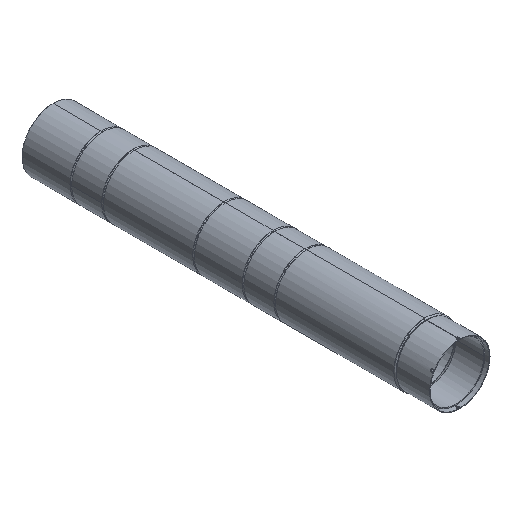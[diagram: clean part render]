
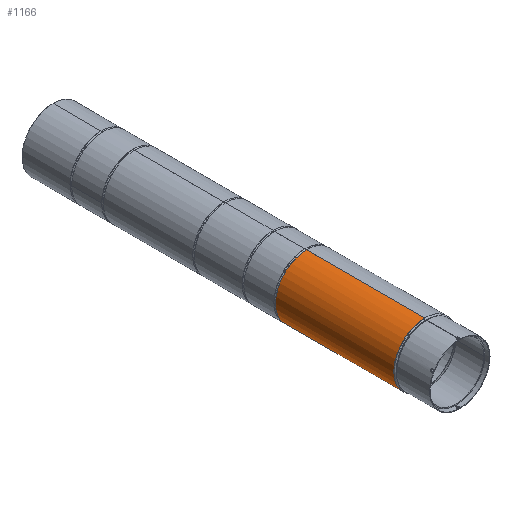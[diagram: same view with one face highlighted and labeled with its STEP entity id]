
A CAD part, isometric view. The second image highlights one B-rep face of the part: STEP entity #1166.
In plain terms, the highlighted cylindrical face has radius 112.5 mm (diameter 225 mm), a partial arc.
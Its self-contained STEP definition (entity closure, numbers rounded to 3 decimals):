
#97 = CARTESIAN_POINT ( 'NONE',  ( 0., 556., -112.5 ) ) ;
#102 = CARTESIAN_POINT ( 'NONE',  ( 0., 127., -112.5 ) ) ;
#113 = EDGE_CURVE ( 'NONE', #1439, #2653, #643, .T. ) ;
#356 = VECTOR ( 'NONE', #624, 1000. ) ;
#365 = DIRECTION ( 'NONE',  ( 0., -1., 0. ) ) ;
#396 = VERTEX_POINT ( 'NONE', #1693 ) ;
#490 = EDGE_CURVE ( 'NONE', #1439, #3974, #1199, .T. ) ;
#508 = CARTESIAN_POINT ( 'NONE',  ( 0., 127., 0. ) ) ;
#624 = DIRECTION ( 'NONE',  ( 0., -1., 0. ) ) ;
#643 = CIRCLE ( 'NONE', #1850, 112.5 ) ;
#785 = VECTOR ( 'NONE', #1901, 1000. ) ;
#866 = DIRECTION ( 'NONE',  ( 0.039, 0., -0.999 ) ) ;
#963 = FACE_OUTER_BOUND ( 'NONE', #2305, .T. ) ;
#991 = CIRCLE ( 'NONE', #4384, 112.5 ) ;
#996 = CARTESIAN_POINT ( 'NONE',  ( 0., 127., 0. ) ) ;
#1083 = CARTESIAN_POINT ( 'NONE',  ( 0., 556., 0. ) ) ;
#1166 = ADVANCED_FACE ( 'NONE', ( #963 ), #3549, .T. ) ;
#1170 = CARTESIAN_POINT ( 'NONE',  ( 0., 127., -112.5 ) ) ;
#1199 = LINE ( 'NONE', #1605, #356 ) ;
#1370 = ORIENTED_EDGE ( 'NONE', *, *, #2275, .T. ) ;
#1439 = VERTEX_POINT ( 'NONE', #2221 ) ;
#1460 = AXIS2_PLACEMENT_3D ( 'NONE', #1894, #4471, #2260 ) ;
#1605 = CARTESIAN_POINT ( 'NONE',  ( 0., 127., 112.5 ) ) ;
#1681 = DIRECTION ( 'NONE',  ( 0., -1., 0. ) ) ;
#1693 = CARTESIAN_POINT ( 'NONE',  ( -4.347, 127., 112.416 ) ) ;
#1844 = DIRECTION ( 'NONE',  ( 0., 0., -1. ) ) ;
#1850 = AXIS2_PLACEMENT_3D ( 'NONE', #1083, #365, #3395 ) ;
#1894 = CARTESIAN_POINT ( 'NONE',  ( 0., 127., 0. ) ) ;
#1901 = DIRECTION ( 'NONE',  ( 0., -1., 0. ) ) ;
#1953 = EDGE_CURVE ( 'NONE', #3974, #396, #4275, .T. ) ;
#2000 = CARTESIAN_POINT ( 'NONE',  ( 0., 127., 112.5 ) ) ;
#2015 = VERTEX_POINT ( 'NONE', #102 ) ;
#2197 = ORIENTED_EDGE ( 'NONE', *, *, #490, .F. ) ;
#2221 = CARTESIAN_POINT ( 'NONE',  ( 0., 556., 112.5 ) ) ;
#2260 = DIRECTION ( 'NONE',  ( 0.039, 0., -0.999 ) ) ;
#2275 = EDGE_CURVE ( 'NONE', #2653, #2015, #4580, .T. ) ;
#2305 = EDGE_LOOP ( 'NONE', ( #2197, #3368, #1370, #3149, #3163 ) ) ;
#2653 = VERTEX_POINT ( 'NONE', #97 ) ;
#2707 = EDGE_CURVE ( 'NONE', #396, #2015, #991, .T. ) ;
#3037 = DIRECTION ( 'NONE',  ( 0., -1., 0. ) ) ;
#3149 = ORIENTED_EDGE ( 'NONE', *, *, #2707, .F. ) ;
#3163 = ORIENTED_EDGE ( 'NONE', *, *, #1953, .F. ) ;
#3368 = ORIENTED_EDGE ( 'NONE', *, *, #113, .T. ) ;
#3395 = DIRECTION ( 'NONE',  ( 0., 0., -1. ) ) ;
#3549 = CYLINDRICAL_SURFACE ( 'NONE', #4424, 112.5 ) ;
#3974 = VERTEX_POINT ( 'NONE', #2000 ) ;
#4275 = CIRCLE ( 'NONE', #1460, 112.5 ) ;
#4384 = AXIS2_PLACEMENT_3D ( 'NONE', #508, #3037, #866 ) ;
#4424 = AXIS2_PLACEMENT_3D ( 'NONE', #996, #1681, #1844 ) ;
#4471 = DIRECTION ( 'NONE',  ( 0., -1., 0. ) ) ;
#4580 = LINE ( 'NONE', #1170, #785 ) ;
